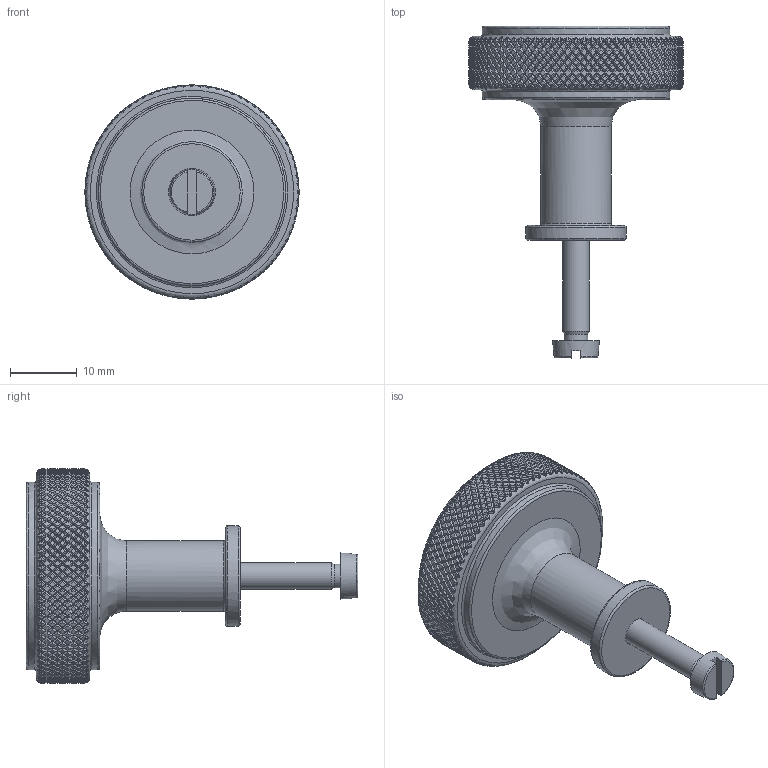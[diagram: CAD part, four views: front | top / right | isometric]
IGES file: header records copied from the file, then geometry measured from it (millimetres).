
Global section: file name: P799K-B; native system: Autodesk Inventor 2024; preprocessor: unknown; author: rclarke; date: 20250206.105611; units: millimetre
Bounding box: 32 x 49.6 x 32 mm (x, y, z)
Volume: 10679.2 mm3; surface area: 4484.5 mm2
Topology: 2 solids, 2 shells, 3957 faces, 8264 edges, 4316 vertices
Faces by surface type: bspline 3957
